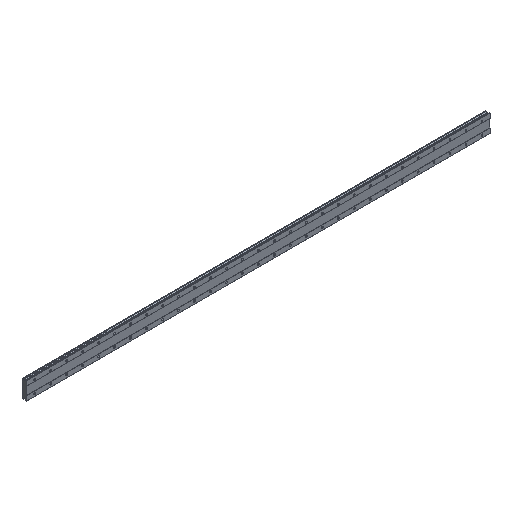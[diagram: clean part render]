
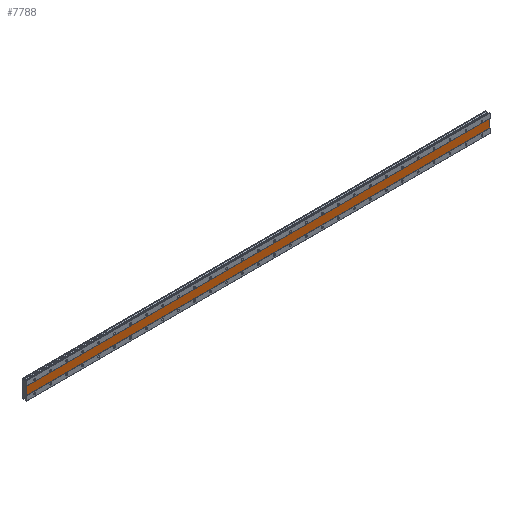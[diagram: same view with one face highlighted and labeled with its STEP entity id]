
A CAD part, isometric view. The second image highlights one B-rep face of the part: STEP entity #7788.
In plain terms, the highlighted planar face has unit normal (0, -1, 0).
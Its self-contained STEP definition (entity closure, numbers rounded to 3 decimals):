
#114 = CARTESIAN_POINT ( 'NONE',  ( 2280., 1., 20. ) ) ;
#263 = DIRECTION ( 'NONE',  ( 0., 0., 1. ) ) ;
#271 = VECTOR ( 'NONE', #380, 1000. ) ;
#380 = DIRECTION ( 'NONE',  ( 0., 0., 1. ) ) ;
#567 = EDGE_CURVE ( 'NONE', #9940, #7076, #5276, .T. ) ;
#937 = FACE_OUTER_BOUND ( 'NONE', #9432, .T. ) ;
#1335 = VECTOR ( 'NONE', #9500, 1000. ) ;
#1349 = LINE ( 'NONE', #3642, #2945 ) ;
#1440 = CARTESIAN_POINT ( 'NONE',  ( 2280., 1., 20. ) ) ;
#1567 = VERTEX_POINT ( 'NONE', #9279 ) ;
#1589 = DIRECTION ( 'NONE',  ( 0., 0., -1. ) ) ;
#1723 = EDGE_CURVE ( 'NONE', #1567, #9940, #1349, .T. ) ;
#1795 = CARTESIAN_POINT ( 'NONE',  ( -40., 1., 20. ) ) ;
#2135 = ORIENTED_EDGE ( 'NONE', *, *, #2266, .F. ) ;
#2266 = EDGE_CURVE ( 'NONE', #7076, #8351, #6318, .T. ) ;
#2945 = VECTOR ( 'NONE', #4355, 1000. ) ;
#3642 = CARTESIAN_POINT ( 'NONE',  ( 2280., 1., -20. ) ) ;
#3764 = CARTESIAN_POINT ( 'NONE',  ( 2280., 1., 20. ) ) ;
#3785 = LINE ( 'NONE', #1440, #7875 ) ;
#4355 = DIRECTION ( 'NONE',  ( -1., 0., 0. ) ) ;
#4524 = EDGE_CURVE ( 'NONE', #8351, #1567, #3785, .T. ) ;
#4983 = AXIS2_PLACEMENT_3D ( 'NONE', #114, #7257, #263 ) ;
#5276 = LINE ( 'NONE', #9172, #271 ) ;
#5577 = PLANE ( 'NONE',  #4983 ) ;
#5658 = ORIENTED_EDGE ( 'NONE', *, *, #567, .F. ) ;
#5814 = CARTESIAN_POINT ( 'NONE',  ( -40., 1., -20. ) ) ;
#6318 = LINE ( 'NONE', #7132, #1335 ) ;
#6427 = ORIENTED_EDGE ( 'NONE', *, *, #4524, .F. ) ;
#7076 = VERTEX_POINT ( 'NONE', #1795 ) ;
#7132 = CARTESIAN_POINT ( 'NONE',  ( 2280., 1., 20. ) ) ;
#7257 = DIRECTION ( 'NONE',  ( 0., 1., 0. ) ) ;
#7788 = ADVANCED_FACE ( 'NONE', ( #937 ), #5577, .F. ) ;
#7875 = VECTOR ( 'NONE', #1589, 1000. ) ;
#8351 = VERTEX_POINT ( 'NONE', #3764 ) ;
#9172 = CARTESIAN_POINT ( 'NONE',  ( -40., 1., 20. ) ) ;
#9279 = CARTESIAN_POINT ( 'NONE',  ( 2280., 1., -20. ) ) ;
#9316 = ORIENTED_EDGE ( 'NONE', *, *, #1723, .F. ) ;
#9432 = EDGE_LOOP ( 'NONE', ( #9316, #6427, #2135, #5658 ) ) ;
#9500 = DIRECTION ( 'NONE',  ( 1., 0., 0. ) ) ;
#9940 = VERTEX_POINT ( 'NONE', #5814 ) ;
